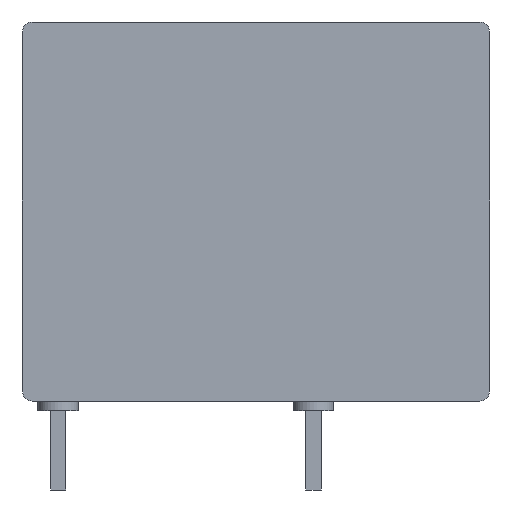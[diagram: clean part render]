
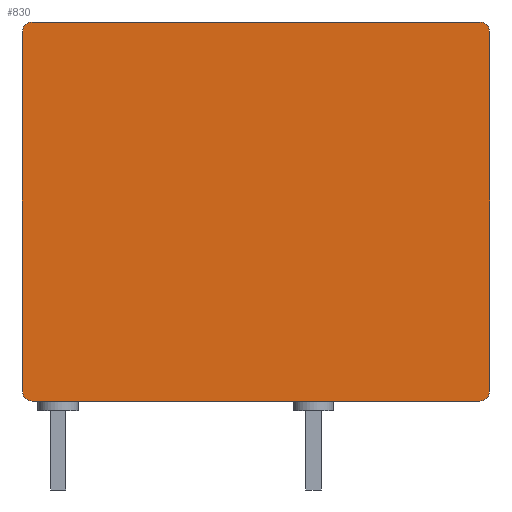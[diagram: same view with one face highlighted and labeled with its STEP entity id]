
A CAD part, left-side view. The second image highlights one B-rep face of the part: STEP entity #830.
In plain terms, the highlighted planar face has unit normal (-1, 0, 0).
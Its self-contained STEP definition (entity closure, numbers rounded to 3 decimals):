
#190 = VERTEX_POINT('',#191);
#191 = CARTESIAN_POINT('',(-6.55,1.35,0.));
#197 = EDGE_CURVE('',#190,#198,#200,.T.);
#198 = VERTEX_POINT('',#199);
#199 = CARTESIAN_POINT('',(-6.55,-21.8,0.));
#200 = LINE('',#201,#202);
#201 = CARTESIAN_POINT('',(-6.55,1.85,0.));
#202 = VECTOR('',#203,1.);
#203 = DIRECTION('',(0.,-1.,0.));
#219 = EDGE_CURVE('',#198,#220,#222,.T.);
#220 = VERTEX_POINT('',#221);
#221 = CARTESIAN_POINT('',(-6.55,-22.3,0.5));
#222 = CIRCLE('',#223,0.5);
#223 = AXIS2_PLACEMENT_3D('',#224,#225,#226);
#224 = CARTESIAN_POINT('',(-6.55,-21.8,0.5));
#225 = DIRECTION('',(-1.,0.,-0.));
#226 = DIRECTION('',(-0.,0.,1.));
#246 = EDGE_CURVE('',#247,#190,#249,.T.);
#247 = VERTEX_POINT('',#248);
#248 = CARTESIAN_POINT('',(-6.55,1.85,0.5));
#249 = CIRCLE('',#250,0.5);
#250 = AXIS2_PLACEMENT_3D('',#251,#252,#253);
#251 = CARTESIAN_POINT('',(-6.55,1.35,0.5));
#252 = DIRECTION('',(-1.,0.,0.));
#253 = DIRECTION('',(0.,0.,-1.));
#269 = EDGE_CURVE('',#220,#270,#272,.T.);
#270 = VERTEX_POINT('',#271);
#271 = CARTESIAN_POINT('',(-6.55,-22.3,19.1));
#272 = LINE('',#273,#274);
#273 = CARTESIAN_POINT('',(-6.55,-22.3,0.));
#274 = VECTOR('',#275,1.);
#275 = DIRECTION('',(0.,0.,1.));
#745 = VERTEX_POINT('',#746);
#746 = CARTESIAN_POINT('',(-6.55,1.85,19.1));
#752 = EDGE_CURVE('',#247,#745,#753,.T.);
#753 = LINE('',#754,#755);
#754 = CARTESIAN_POINT('',(-6.55,1.85,0.));
#755 = VECTOR('',#756,1.);
#756 = DIRECTION('',(0.,0.,1.));
#767 = EDGE_CURVE('',#768,#270,#770,.T.);
#768 = VERTEX_POINT('',#769);
#769 = CARTESIAN_POINT('',(-6.55,-21.8,19.6));
#770 = CIRCLE('',#771,0.5);
#771 = AXIS2_PLACEMENT_3D('',#772,#773,#774);
#772 = CARTESIAN_POINT('',(-6.55,-21.8,19.1));
#773 = DIRECTION('',(1.,0.,0.));
#774 = DIRECTION('',(-0.,0.,1.));
#794 = VERTEX_POINT('',#795);
#795 = CARTESIAN_POINT('',(-6.55,1.35,19.6));
#801 = EDGE_CURVE('',#745,#794,#802,.T.);
#802 = CIRCLE('',#803,0.5);
#803 = AXIS2_PLACEMENT_3D('',#804,#805,#806);
#804 = CARTESIAN_POINT('',(-6.55,1.35,19.1));
#805 = DIRECTION('',(1.,-0.,0.));
#806 = DIRECTION('',(0.,0.,-1.));
#819 = EDGE_CURVE('',#794,#768,#820,.T.);
#820 = LINE('',#821,#822);
#821 = CARTESIAN_POINT('',(-6.55,1.85,19.6));
#822 = VECTOR('',#823,1.);
#823 = DIRECTION('',(0.,-1.,0.));
#830 = ADVANCED_FACE('',(#831),#841,.F.);
#831 = FACE_BOUND('',#832,.F.);
#832 = EDGE_LOOP('',(#833,#834,#835,#836,#837,#838,#839,#840));
#833 = ORIENTED_EDGE('',*,*,#197,.F.);
#834 = ORIENTED_EDGE('',*,*,#246,.F.);
#835 = ORIENTED_EDGE('',*,*,#752,.T.);
#836 = ORIENTED_EDGE('',*,*,#801,.T.);
#837 = ORIENTED_EDGE('',*,*,#819,.T.);
#838 = ORIENTED_EDGE('',*,*,#767,.T.);
#839 = ORIENTED_EDGE('',*,*,#269,.F.);
#840 = ORIENTED_EDGE('',*,*,#219,.F.);
#841 = PLANE('',#842);
#842 = AXIS2_PLACEMENT_3D('',#843,#844,#845);
#843 = CARTESIAN_POINT('',(-6.55,1.85,0.));
#844 = DIRECTION('',(1.,0.,-0.));
#845 = DIRECTION('',(0.,-1.,0.));
